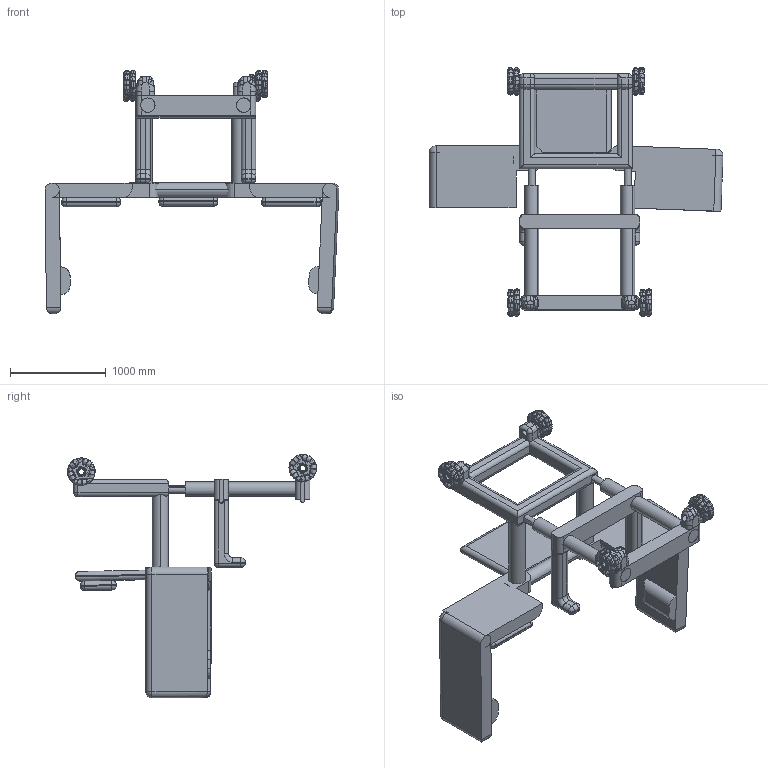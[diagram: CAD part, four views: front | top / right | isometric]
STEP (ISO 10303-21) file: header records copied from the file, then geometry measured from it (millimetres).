
FILE_DESCRIPTION (( 'STEP AP214' ), '1' );
FILE_NAME ('front_wheel_assembly.STEP', '2024-08-04T20:53:54', ( 'inky-ryzen-machine' ), ( '' ), 'SwSTEP 2.0', 'SolidWorks 2023', '' );
FILE_SCHEMA (( 'AUTOMOTIVE_DESIGN' ));
Length unit declared in the file: metre
Products named in the file (18): Half; butt_cusion_left; pillow_leg; back_seat; piston_pump_socket; piston_pump_assem; Roller; front_wheel_assembly; pillow; OmniWheel; butt_cusion_right; leg_rest; wheel_holder; piston_holder; front_wheel_holder; piston_pump; seat_holder; Frame
Assembly tree (34 placements, depth 4):
  front_wheel_assembly
    front_wheel_holder
    leg_rest
    butt_cusion_right
    butt_cusion_left
    back_seat  x2
    OmniWheel  x4
      Half
        Frame
        Roller  x5
    piston_pump_assem
      piston_pump_socket  x2
      piston_holder  x2
      wheel_holder  x2
    piston_pump  x2
    seat_holder  x2
    pillow  x2
    pillow_leg  x3
Bounding box: 3066.63 x 2599.92 x 2542.52 mm (x, y, z)
Volume: 905993958.5 mm3; surface area: 23394367.1 mm2
Topology: 69 solids, 69 shells, 1763 faces, 4473 edges, 2809 vertices
Faces by surface type: cylinder 779, plane 343, bspline 296, torus 200, cone 96, sphere 49
Entity records: 22979 total; most frequent: CARTESIAN_POINT 13193, ORIENTED_EDGE 1972, DIRECTION 1901, EDGE_CURVE 986, AXIS2_PLACEMENT_3D 759, VERTEX_POINT 603, EDGE_LOOP 419, ADVANCED_FACE 398
